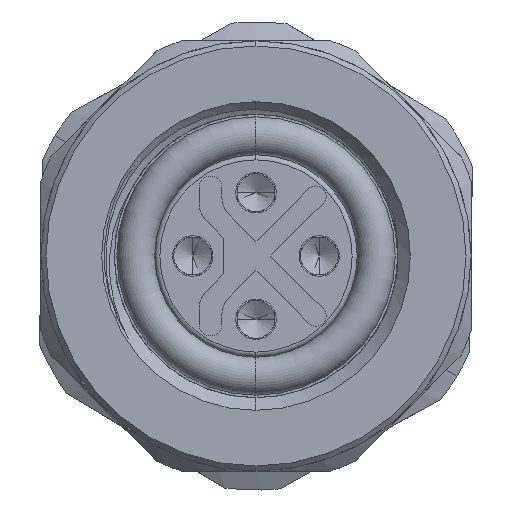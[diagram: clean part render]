
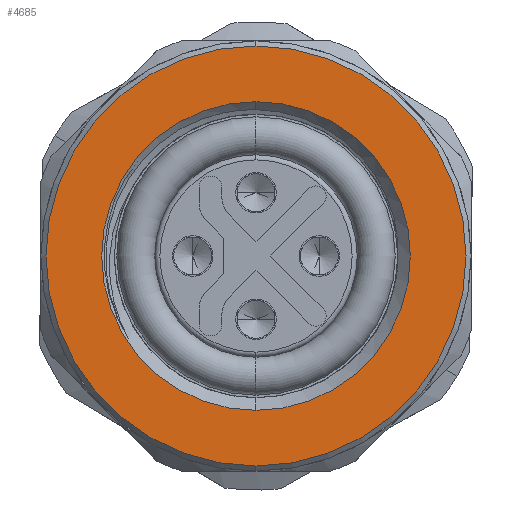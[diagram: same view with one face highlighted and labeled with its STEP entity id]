
A CAD part, left-side view. The second image highlights one B-rep face of the part: STEP entity #4685.
In plain terms, the highlighted face is planar.
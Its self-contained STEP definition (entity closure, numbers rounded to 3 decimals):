
#273 = EDGE_LOOP ( 'NONE', ( #18066, #6586 ) ) ;
#739 = CARTESIAN_POINT ( 'NONE',  ( 10.5, 0., -6.1 ) ) ;
#848 = DIRECTION ( 'NONE',  ( -1., 0., 0. ) ) ;
#2663 = PLANE ( 'NONE',  #16093 ) ;
#2762 = CARTESIAN_POINT ( 'NONE',  ( 10.5, 0., 0. ) ) ;
#2805 = CIRCLE ( 'NONE', #3113, 6.1 ) ;
#3083 = DIRECTION ( 'NONE',  ( 0., 0., 1. ) ) ;
#3113 = AXIS2_PLACEMENT_3D ( 'NONE', #2762, #18296, #7476 ) ;
#3515 = EDGE_CURVE ( 'NONE', #5254, #10073, #14778, .T. ) ;
#4508 = AXIS2_PLACEMENT_3D ( 'NONE', #7076, #8792, #16360 ) ;
#4597 = EDGE_LOOP ( 'NONE', ( #10362, #18665 ) ) ;
#4685 = ADVANCED_FACE ( 'NONE', ( #19701, #5660 ), #2663, .F. ) ;
#4781 = EDGE_CURVE ( 'NONE', #16612, #12784, #6739, .T. ) ;
#5254 = VERTEX_POINT ( 'NONE', #9496 ) ;
#5660 = FACE_BOUND ( 'NONE', #273, .T. ) ;
#5690 = DIRECTION ( 'NONE',  ( 0., 0., 1. ) ) ;
#6586 = ORIENTED_EDGE ( 'NONE', *, *, #3515, .T. ) ;
#6739 = CIRCLE ( 'NONE', #4508, 8.3 ) ;
#7076 = CARTESIAN_POINT ( 'NONE',  ( 10.5, 0., 0. ) ) ;
#7476 = DIRECTION ( 'NONE',  ( 0., 0., 1. ) ) ;
#7908 = CARTESIAN_POINT ( 'NONE',  ( 10.5, 0., 0. ) ) ;
#8792 = DIRECTION ( 'NONE',  ( 1., 0., 0. ) ) ;
#8976 = DIRECTION ( 'NONE',  ( 0., 0., 1. ) ) ;
#9496 = CARTESIAN_POINT ( 'NONE',  ( 10.5, 0., 6.1 ) ) ;
#9747 = EDGE_CURVE ( 'NONE', #10073, #5254, #2805, .T. ) ;
#9923 = AXIS2_PLACEMENT_3D ( 'NONE', #19329, #16388, #5690 ) ;
#10073 = VERTEX_POINT ( 'NONE', #739 ) ;
#10362 = ORIENTED_EDGE ( 'NONE', *, *, #15137, .T. ) ;
#11226 = AXIS2_PLACEMENT_3D ( 'NONE', #7908, #16893, #3083 ) ;
#12784 = VERTEX_POINT ( 'NONE', #16377 ) ;
#13144 = CARTESIAN_POINT ( 'NONE',  ( 10.5, 8.5, 0. ) ) ;
#13496 = CIRCLE ( 'NONE', #9923, 8.3 ) ;
#14778 = CIRCLE ( 'NONE', #11226, 6.1 ) ;
#15137 = EDGE_CURVE ( 'NONE', #12784, #16612, #13496, .T. ) ;
#16093 = AXIS2_PLACEMENT_3D ( 'NONE', #13144, #848, #8976 ) ;
#16360 = DIRECTION ( 'NONE',  ( 0., 0., 1. ) ) ;
#16377 = CARTESIAN_POINT ( 'NONE',  ( 10.5, 0., 8.3 ) ) ;
#16388 = DIRECTION ( 'NONE',  ( 1., 0., 0. ) ) ;
#16612 = VERTEX_POINT ( 'NONE', #16815 ) ;
#16815 = CARTESIAN_POINT ( 'NONE',  ( 10.5, 0., -8.3 ) ) ;
#16893 = DIRECTION ( 'NONE',  ( -1., 0., 0. ) ) ;
#18066 = ORIENTED_EDGE ( 'NONE', *, *, #9747, .T. ) ;
#18296 = DIRECTION ( 'NONE',  ( -1., 0., 0. ) ) ;
#18665 = ORIENTED_EDGE ( 'NONE', *, *, #4781, .T. ) ;
#19329 = CARTESIAN_POINT ( 'NONE',  ( 10.5, 0., 0. ) ) ;
#19701 = FACE_OUTER_BOUND ( 'NONE', #4597, .T. ) ;
